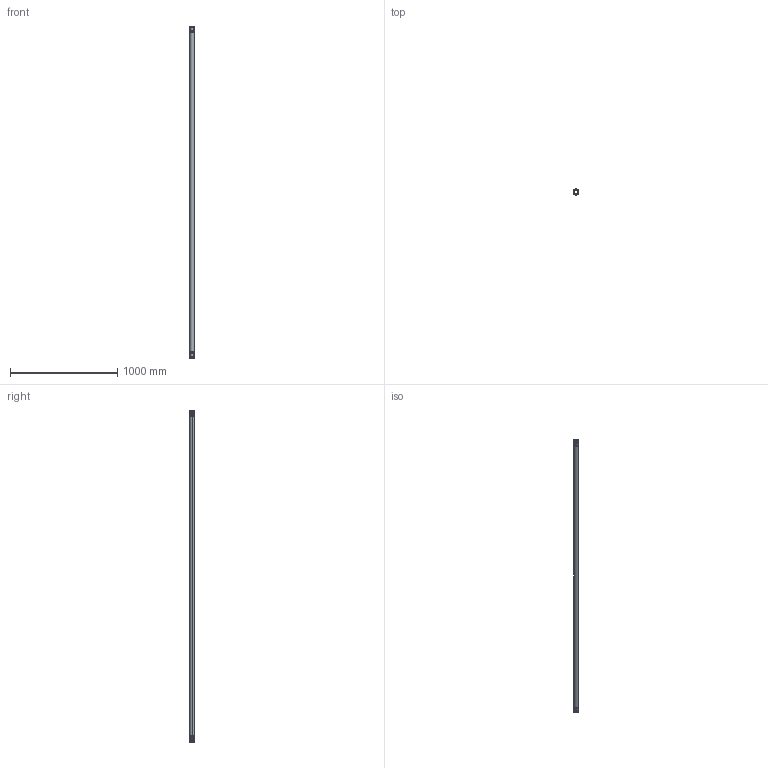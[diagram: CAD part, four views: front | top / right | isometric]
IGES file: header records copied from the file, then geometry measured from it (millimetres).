
Global section: file name: No Iges File Name specified; native system: Autodesk Inventor 2011; preprocessor: AutoDesk Inventor Iges Exporter R2011; author: Marco; date: 20120116.132349; units: millimetre
Bounding box: 53.5 x 53.5 x 3094.6 mm (x, y, z)
Volume: 756737.5 mm3; surface area: 758585.5 mm2
Topology: 3 solids, 3 shells, 110 faces, 268 edges, 176 vertices
Faces by surface type: bspline 24, torus 24, cylinder 22, revolution 22, plane 18
